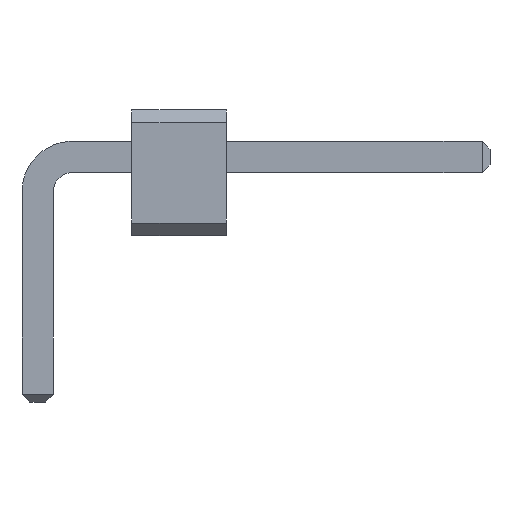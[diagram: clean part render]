
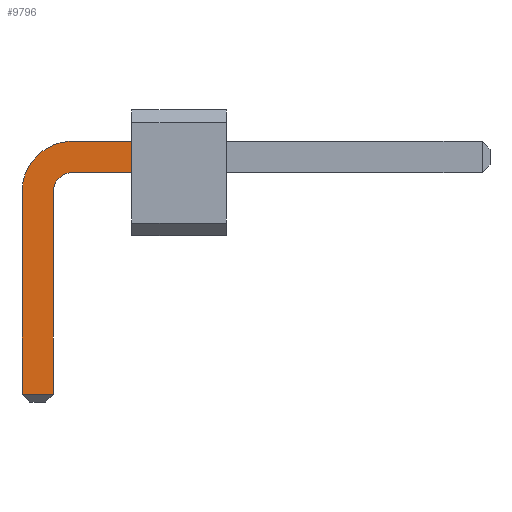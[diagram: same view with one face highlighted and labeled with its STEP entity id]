
A CAD part, front view. The second image highlights one B-rep face of the part: STEP entity #9796.
In plain terms, the highlighted planar face has unit normal (0, -1, 0).
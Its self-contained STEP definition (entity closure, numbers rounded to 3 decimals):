
#3170 = VERTEX_POINT('',#3171);
#3171 = CARTESIAN_POINT('',(1.5,-36.25,0.75));
#3186 = VERTEX_POINT('',#3187);
#3187 = CARTESIAN_POINT('',(1.5,-36.25,1.25));
#3193 = EDGE_CURVE('',#3186,#3170,#3194,.T.);
#3194 = LINE('',#3195,#3196);
#3195 = CARTESIAN_POINT('',(1.5,-36.25,0.499));
#3196 = VECTOR('',#3197,1.);
#3197 = DIRECTION('',(0.,0.,-1.));
#9778 = EDGE_CURVE('',#3170,#9779,#9781,.T.);
#9779 = VERTEX_POINT('',#9780);
#9780 = CARTESIAN_POINT('',(0.5,-36.25,0.75));
#9781 = LINE('',#9782,#9783);
#9782 = CARTESIAN_POINT('',(7.2,-36.25,0.75));
#9783 = VECTOR('',#9784,1.);
#9784 = DIRECTION('',(-1.,0.,0.));
#9796 = ADVANCED_FACE('',(#9797),#9849,.F.);
#9797 = FACE_BOUND('',#9798,.F.);
#9798 = EDGE_LOOP('',(#9799,#9800,#9801,#9810,#9818,#9826,#9834,#9843));
#9799 = ORIENTED_EDGE('',*,*,#3193,.T.);
#9800 = ORIENTED_EDGE('',*,*,#9778,.T.);
#9801 = ORIENTED_EDGE('',*,*,#9802,.T.);
#9802 = EDGE_CURVE('',#9779,#9803,#9805,.T.);
#9803 = VERTEX_POINT('',#9804);
#9804 = CARTESIAN_POINT('',(0.25,-36.25,0.5));
#9805 = CIRCLE('',#9806,0.324);
#9806 = AXIS2_PLACEMENT_3D('',#9807,#9808,#9809);
#9807 = CARTESIAN_POINT('',(0.567,-36.25,0.433));
#9808 = DIRECTION('',(0.,-1.,0.));
#9809 = DIRECTION('',(-0.207,0.,0.978)
);
#9810 = ORIENTED_EDGE('',*,*,#9811,.T.);
#9811 = EDGE_CURVE('',#9803,#9812,#9814,.T.);
#9812 = VERTEX_POINT('',#9813);
#9813 = CARTESIAN_POINT('',(0.25,-36.25,-2.775));
#9814 = LINE('',#9815,#9816);
#9815 = CARTESIAN_POINT('',(0.25,-36.25,0.5));
#9816 = VECTOR('',#9817,1.);
#9817 = DIRECTION('',(0.,0.,-1.));
#9818 = ORIENTED_EDGE('',*,*,#9819,.T.);
#9819 = EDGE_CURVE('',#9812,#9820,#9822,.T.);
#9820 = VERTEX_POINT('',#9821);
#9821 = CARTESIAN_POINT('',(-0.25,-36.25,-2.775));
#9822 = LINE('',#9823,#9824);
#9823 = CARTESIAN_POINT('',(0.25,-36.25,-2.775));
#9824 = VECTOR('',#9825,1.);
#9825 = DIRECTION('',(-1.,0.,0.));
#9826 = ORIENTED_EDGE('',*,*,#9827,.T.);
#9827 = EDGE_CURVE('',#9820,#9828,#9830,.T.);
#9828 = VERTEX_POINT('',#9829);
#9829 = CARTESIAN_POINT('',(-0.25,-36.25,0.5));
#9830 = LINE('',#9831,#9832);
#9831 = CARTESIAN_POINT('',(-0.25,-36.25,-2.9));
#9832 = VECTOR('',#9833,1.);
#9833 = DIRECTION('',(0.,0.,1.));
#9834 = ORIENTED_EDGE('',*,*,#9835,.T.);
#9835 = EDGE_CURVE('',#9828,#9836,#9838,.T.);
#9836 = VERTEX_POINT('',#9837);
#9837 = CARTESIAN_POINT('',(0.5,-36.25,1.25));
#9838 = CIRCLE('',#9839,0.808);
#9839 = AXIS2_PLACEMENT_3D('',#9840,#9841,#9842);
#9840 = CARTESIAN_POINT('',(0.556,-36.25,0.444));
#9841 = DIRECTION('',(0.,1.,0.));
#9842 = DIRECTION('',(-0.998,0.,
0.069));
#9843 = ORIENTED_EDGE('',*,*,#9844,.T.);
#9844 = EDGE_CURVE('',#9836,#3186,#9845,.T.);
#9845 = LINE('',#9846,#9847);
#9846 = CARTESIAN_POINT('',(0.5,-36.25,1.25));
#9847 = VECTOR('',#9848,1.);
#9848 = DIRECTION('',(1.,0.,0.));
#9849 = PLANE('',#9850);
#9850 = AXIS2_PLACEMENT_3D('',#9851,#9852,#9853);
#9851 = CARTESIAN_POINT('',(2.437,-36.25,0.248));
#9852 = DIRECTION('',(0.,1.,-0.));
#9853 = DIRECTION('',(0.,0.,-1.));
